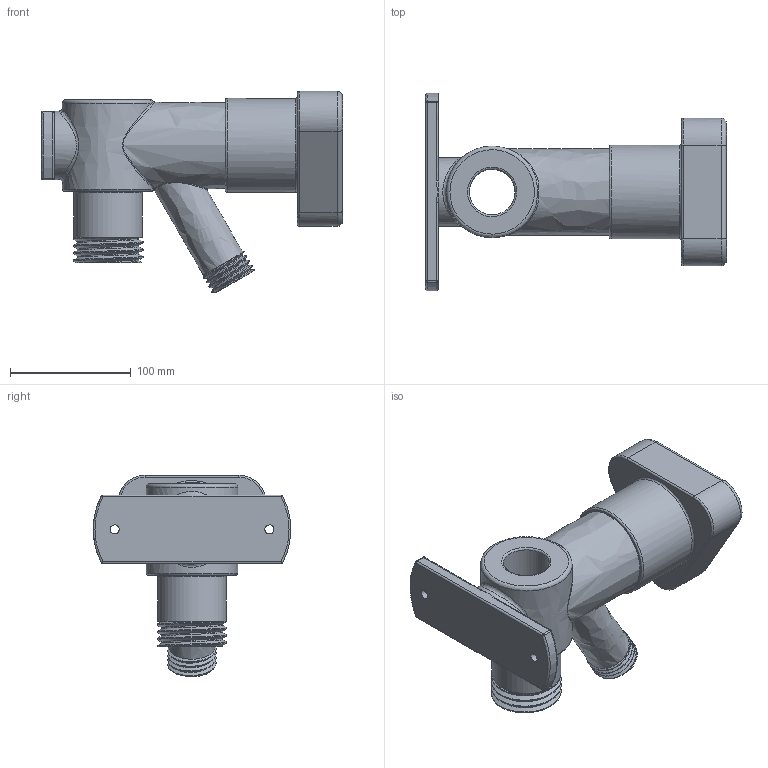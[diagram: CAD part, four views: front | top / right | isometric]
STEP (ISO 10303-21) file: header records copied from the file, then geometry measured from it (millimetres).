
FILE_DESCRIPTION(('FreeCAD Model'),'2;1');
FILE_NAME('Open CASCADE Shape Model','2025-04-30T22:38:00',('FreeCAD'),( 'FreeCAD'),'Open CASCADE STEP processor 7.6','FreeCAD','Unknown');
FILE_SCHEMA(('AUTOMOTIVE_DESIGN { 1 0 10303 214 1 1 1 1 }'));
Length unit declared in the file: millimetre
Products named in the file (1): Open CASCADE STEP translator 7.6 1
Bounding box: 248.8 x 163.38 x 166.47 mm (x, y, z)
Volume: 1256753.7 mm3; surface area: 173458 mm2
Topology: 4 solids, 4 shells, 125 faces, 286 edges, 170 vertices
Faces by surface type: bspline 125
Entity records: 7582 total; most frequent: CARTESIAN_POINT 5936, ORIENTED_EDGE 564, EDGE_CURVE 282, VERTEX_POINT 170, B_SPLINE_CURVE_WITH_KNOTS 155, FACE_BOUND 140, EDGE_LOOP 140, ADVANCED_FACE 125
